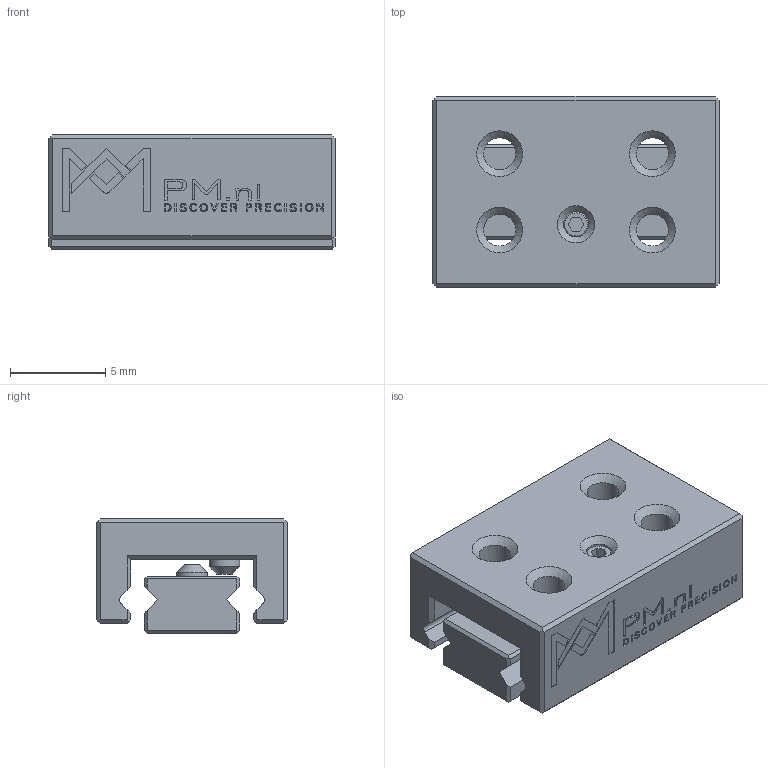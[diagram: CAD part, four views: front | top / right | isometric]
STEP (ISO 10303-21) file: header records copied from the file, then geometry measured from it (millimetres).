
FILE_DESCRIPTION(/* description */ (''),/* implementation_level */ '2;1');
FILE_NAME(/* name */ 'PMM 1-15.stp',/* time_stamp */ '2024-10-18T09:36:55+02:00',/* author */ (''),/* organization */ (''),/* preprocessor_version */ 'ST-DEVELOPER v16.7',/* originating_system */ 'SIEMENS PLM Software NX 12.0',/* authorisation */ '');
FILE_SCHEMA (('AUTOMOTIVE_DESIGN { 1 0 10303 214 3 1 1 1 }'));
Length unit declared in the file: millimetre
Products named in the file (1): 015038_A_3-Slide PMM 1-15 Assy_stp
Bounding box: 15 x 10 x 6 mm (x, y, z)
Volume: 658.6 mm3; surface area: 998.6 mm2
Topology: 4 solids, 4 shells, 698 faces, 1856 edges, 1230 vertices
Faces by surface type: plane 486, bspline 180, cone 20, cylinder 12
Full cylindrical faces by diameter (mm): 1.316 x2, 1.6 x2, 1.675 x6
Entity records: 26233 total; most frequent: CARTESIAN_POINT 6219, ORIENTED_EDGE 3632, DIRECTION 2538, EDGE_CURVE 1816, LINE 1412, VECTOR 1412, VERTEX_POINT 1220, EDGE_LOOP 808
